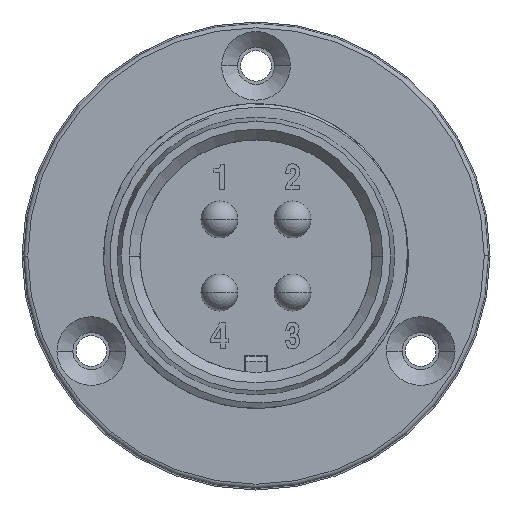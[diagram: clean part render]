
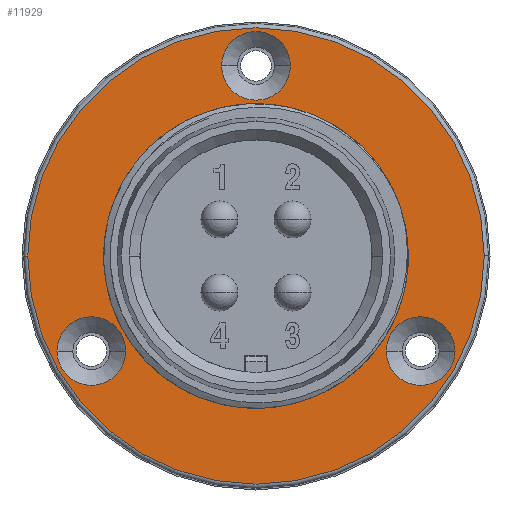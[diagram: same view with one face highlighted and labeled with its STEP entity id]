
A CAD part, front view. The second image highlights one B-rep face of the part: STEP entity #11929.
In plain terms, the highlighted planar face has unit normal (0, -1, 0).
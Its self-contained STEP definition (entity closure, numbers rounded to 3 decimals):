
#189=CARTESIAN_POINT('',(0.,-2.4,0.));
#190=DIRECTION('',(0.,1.,0.));
#191=DIRECTION('',(-1.,0.,0.));
#192=AXIS2_PLACEMENT_3D('',#189,#190,#191);
#194=CARTESIAN_POINT('',(0.,-2.4,0.));
#195=DIRECTION('',(0.,1.,0.));
#196=DIRECTION('',(1.,0.,0.));
#197=AXIS2_PLACEMENT_3D('',#194,#195,#196);
#199=CARTESIAN_POINT('',(0.,-2.4,0.));
#200=DIRECTION('',(0.,1.,0.));
#201=DIRECTION('',(1.,0.,0.));
#202=AXIS2_PLACEMENT_3D('',#199,#200,#201);
#204=CARTESIAN_POINT('',(0.,-2.4,0.));
#205=DIRECTION('',(0.,-1.,0.));
#206=DIRECTION('',(1.,0.,0.));
#207=AXIS2_PLACEMENT_3D('',#204,#205,#206);
#209=CARTESIAN_POINT('',(-15.588,-2.4,-9.));
#210=DIRECTION('',(0.,1.,0.));
#211=DIRECTION('',(-1.,0.,0.));
#212=AXIS2_PLACEMENT_3D('',#209,#210,#211);
#214=CARTESIAN_POINT('',(-15.588,-2.4,-9.));
#215=DIRECTION('',(0.,1.,0.));
#216=DIRECTION('',(1.,0.,0.));
#217=AXIS2_PLACEMENT_3D('',#214,#215,#216);
#219=CARTESIAN_POINT('',(15.588,-2.4,-9.));
#220=DIRECTION('',(0.,1.,0.));
#221=DIRECTION('',(-1.,0.,0.));
#222=AXIS2_PLACEMENT_3D('',#219,#220,#221);
#224=CARTESIAN_POINT('',(15.588,-2.4,-9.));
#225=DIRECTION('',(0.,1.,0.));
#226=DIRECTION('',(1.,0.,0.));
#227=AXIS2_PLACEMENT_3D('',#224,#225,#226);
#229=CARTESIAN_POINT('',(0.,-2.4,18.));
#230=DIRECTION('',(0.,1.,0.));
#231=DIRECTION('',(1.,0.,0.));
#232=AXIS2_PLACEMENT_3D('',#229,#230,#231);
#234=CARTESIAN_POINT('',(0.,-2.4,18.));
#235=DIRECTION('',(0.,1.,0.));
#236=DIRECTION('',(-1.,0.,0.));
#237=AXIS2_PLACEMENT_3D('',#234,#235,#236);
#10417=CARTESIAN_POINT('',(13.8,-2.4,0.));
#10418=CARTESIAN_POINT('',(-13.8,-2.4,0.));
#10419=VERTEX_POINT('',#10417);
#10420=VERTEX_POINT('',#10418);
#10494=CARTESIAN_POINT('',(-21.6,-2.4,0.));
#10495=CARTESIAN_POINT('',(21.6,-2.4,0.));
#10496=VERTEX_POINT('',#10494);
#10497=VERTEX_POINT('',#10495);
#10502=CARTESIAN_POINT('',(-18.838,-2.4,-9.));
#10503=CARTESIAN_POINT('',(-12.338,-2.4,-9.));
#10504=VERTEX_POINT('',#10502);
#10505=VERTEX_POINT('',#10503);
#10510=CARTESIAN_POINT('',(12.338,-2.4,-9.));
#10511=CARTESIAN_POINT('',(18.838,-2.4,-9.));
#10512=VERTEX_POINT('',#10510);
#10513=VERTEX_POINT('',#10511);
#10518=CARTESIAN_POINT('',(3.25,-2.4,18.));
#10519=CARTESIAN_POINT('',(-3.25,-2.4,18.));
#10520=VERTEX_POINT('',#10518);
#10521=VERTEX_POINT('',#10519);
#11896=CARTESIAN_POINT('',(0.,-2.4,0.));
#11897=DIRECTION('',(0.,1.,0.));
#11898=DIRECTION('',(1.,0.,0.));
#11899=AXIS2_PLACEMENT_3D('',#11896,#11897,#11898);
#11900=PLANE('',#11899);
#11901=ORIENTED_EDGE('',*,*,#11863,.T.);
#11902=ORIENTED_EDGE('',*,*,#11878,.T.);
#11903=EDGE_LOOP('',(#11901,#11902));
#11904=FACE_OUTER_BOUND('',#11903,.F.);
#11906=ORIENTED_EDGE('',*,*,#11905,.F.);
#11908=ORIENTED_EDGE('',*,*,#11907,.T.);
#11909=EDGE_LOOP('',(#11906,#11908));
#11910=FACE_BOUND('',#11909,.F.);
#11912=ORIENTED_EDGE('',*,*,#11911,.F.);
#11914=ORIENTED_EDGE('',*,*,#11913,.F.);
#11915=EDGE_LOOP('',(#11912,#11914));
#11916=FACE_BOUND('',#11915,.F.);
#11918=ORIENTED_EDGE('',*,*,#11917,.F.);
#11920=ORIENTED_EDGE('',*,*,#11919,.F.);
#11921=EDGE_LOOP('',(#11918,#11920));
#11922=FACE_BOUND('',#11921,.F.);
#11924=ORIENTED_EDGE('',*,*,#11923,.F.);
#11926=ORIENTED_EDGE('',*,*,#11925,.F.);
#11927=EDGE_LOOP('',(#11924,#11926));
#11928=FACE_BOUND('',#11927,.F.);
#193=CIRCLE('',#192,21.6);
#198=CIRCLE('',#197,21.6);
#203=CIRCLE('',#202,13.8);
#208=CIRCLE('',#207,13.8);
#213=CIRCLE('',#212,3.25);
#218=CIRCLE('',#217,3.25);
#223=CIRCLE('',#222,3.25);
#228=CIRCLE('',#227,3.25);
#233=CIRCLE('',#232,3.25);
#238=CIRCLE('',#237,3.25);
#11863=EDGE_CURVE('',#10496,#10497,#193,.T.);
#11878=EDGE_CURVE('',#10497,#10496,#198,.T.);
#11905=EDGE_CURVE('',#10419,#10420,#203,.T.);
#11907=EDGE_CURVE('',#10419,#10420,#208,.T.);
#11911=EDGE_CURVE('',#10504,#10505,#213,.T.);
#11913=EDGE_CURVE('',#10505,#10504,#218,.T.);
#11917=EDGE_CURVE('',#10512,#10513,#223,.T.);
#11919=EDGE_CURVE('',#10513,#10512,#228,.T.);
#11923=EDGE_CURVE('',#10520,#10521,#233,.T.);
#11925=EDGE_CURVE('',#10521,#10520,#238,.T.);
#11929=ADVANCED_FACE('',(#11904,#11910,#11916,#11922,#11928),#11900,.F.);
